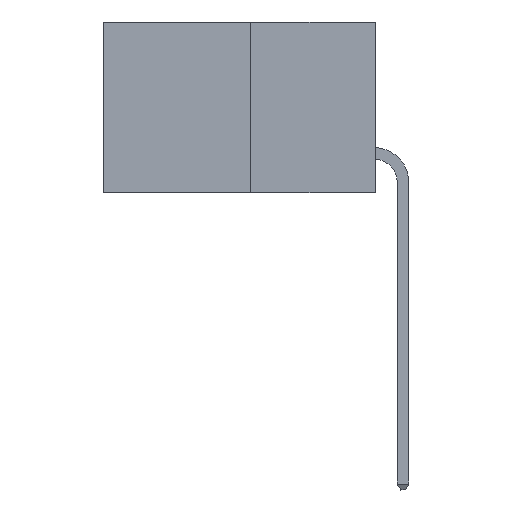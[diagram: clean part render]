
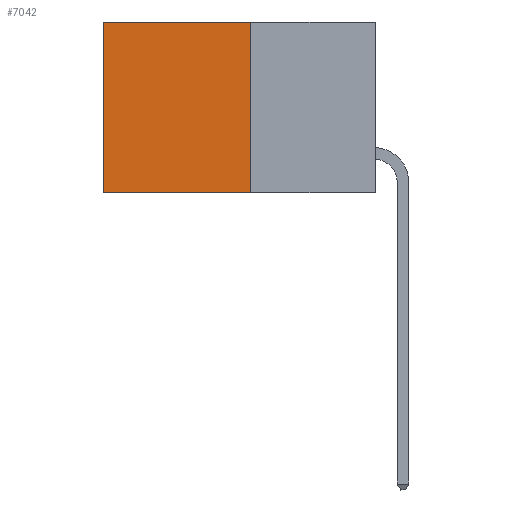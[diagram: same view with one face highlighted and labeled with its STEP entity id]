
A CAD part, left-side view. The second image highlights one B-rep face of the part: STEP entity #7042.
In plain terms, the highlighted planar face has unit normal (-1, 0, 0).
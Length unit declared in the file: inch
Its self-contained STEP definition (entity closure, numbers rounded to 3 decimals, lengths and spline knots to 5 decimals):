
#113 = CARTESIAN_POINT ( 'NONE',  ( 0.277, 0.59, -0.37 ) ) ;
#1128 = EDGE_CURVE ( 'NONE', #1730, #5915, #6709, .T. ) ;
#1540 = LINE ( 'NONE', #8344, #3618 ) ;
#1730 = VERTEX_POINT ( 'NONE', #2568 ) ;
#1910 = EDGE_CURVE ( 'NONE', #1730, #2620, #1540, .T. ) ;
#1970 = ORIENTED_EDGE ( 'NONE', *, *, #6190, .F. ) ;
#2568 = CARTESIAN_POINT ( 'NONE',  ( 0.277, 0.27, 0. ) ) ;
#2620 = VERTEX_POINT ( 'NONE', #6010 ) ;
#2682 = VECTOR ( 'NONE', #4080, 39.37008 ) ;
#2821 = VERTEX_POINT ( 'NONE', #8055 ) ;
#3084 = ORIENTED_EDGE ( 'NONE', *, *, #1910, .F. ) ;
#3618 = VECTOR ( 'NONE', #8277, 39.37008 ) ;
#3838 = CARTESIAN_POINT ( 'NONE',  ( 0.277, 0.27, -0.37 ) ) ;
#3895 = VECTOR ( 'NONE', #4025, 39.37008 ) ;
#4025 = DIRECTION ( 'NONE',  ( 0., 0., -1. ) ) ;
#4080 = DIRECTION ( 'NONE',  ( 0., 1., 0. ) ) ;
#4389 = ORIENTED_EDGE ( 'NONE', *, *, #8855, .T. ) ;
#4614 = ORIENTED_EDGE ( 'NONE', *, *, #1128, .T. ) ;
#4908 = AXIS2_PLACEMENT_3D ( 'NONE', #5876, #6233, #8586 ) ;
#5178 = FACE_OUTER_BOUND ( 'NONE', #6834, .T. ) ;
#5603 = PLANE ( 'NONE',  #4908 ) ;
#5834 = DIRECTION ( 'NONE',  ( 0., 1., 0. ) ) ;
#5876 = CARTESIAN_POINT ( 'NONE',  ( 0.277, 0.27, -0.37 ) ) ;
#5915 = VERTEX_POINT ( 'NONE', #6624 ) ;
#6010 = CARTESIAN_POINT ( 'NONE',  ( 0.277, 0.27, -0.37 ) ) ;
#6190 = EDGE_CURVE ( 'NONE', #2620, #2821, #8532, .T. ) ;
#6233 = DIRECTION ( 'NONE',  ( 1., 0., 0. ) ) ;
#6624 = CARTESIAN_POINT ( 'NONE',  ( 0.277, 0.59, 0. ) ) ;
#6709 = LINE ( 'NONE', #9258, #8142 ) ;
#6834 = EDGE_LOOP ( 'NONE', ( #4389, #1970, #3084, #4614 ) ) ;
#7042 = ADVANCED_FACE ( 'NONE', ( #5178 ), #5603, .F. ) ;
#8055 = CARTESIAN_POINT ( 'NONE',  ( 0.277, 0.59, -0.37 ) ) ;
#8142 = VECTOR ( 'NONE', #5834, 39.37008 ) ;
#8277 = DIRECTION ( 'NONE',  ( 0., 0., -1. ) ) ;
#8344 = CARTESIAN_POINT ( 'NONE',  ( 0.277, 0.27, -0.37 ) ) ;
#8532 = LINE ( 'NONE', #3838, #2682 ) ;
#8586 = DIRECTION ( 'NONE',  ( 0., 0., -1. ) ) ;
#8855 = EDGE_CURVE ( 'NONE', #5915, #2821, #9324, .T. ) ;
#9258 = CARTESIAN_POINT ( 'NONE',  ( 0.277, 0.27, 0. ) ) ;
#9324 = LINE ( 'NONE', #113, #3895 ) ;
